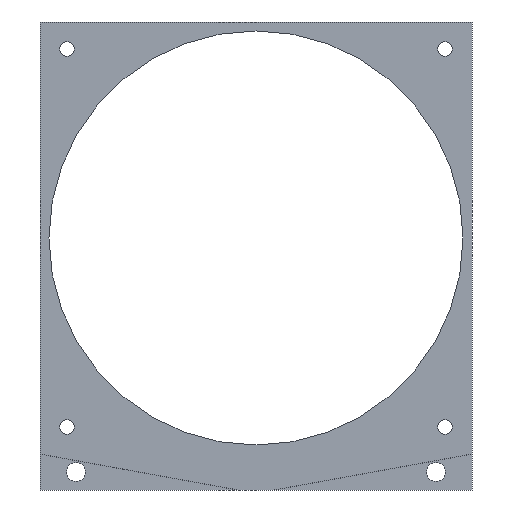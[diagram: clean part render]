
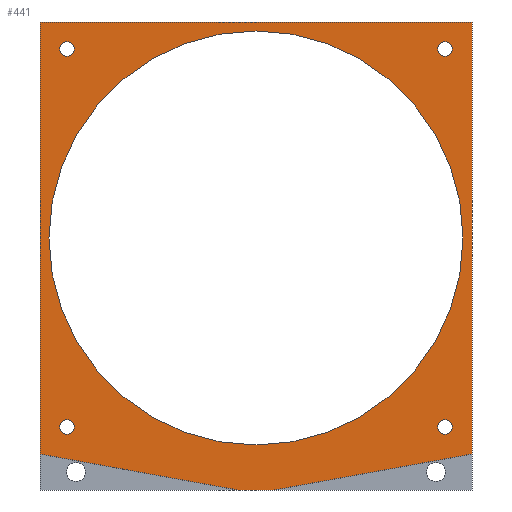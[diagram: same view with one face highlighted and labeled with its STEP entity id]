
A CAD part, front view. The second image highlights one B-rep face of the part: STEP entity #441.
In plain terms, the highlighted planar face has unit normal (0, -1, 0).
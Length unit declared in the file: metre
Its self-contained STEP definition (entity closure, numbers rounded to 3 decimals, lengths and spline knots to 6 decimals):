
#31=LINE('',#637,#71);
#51=LINE('',#695,#91);
#53=LINE('',#699,#93);
#55=LINE('',#703,#95);
#57=LINE('',#707,#97);
#58=LINE('',#709,#98);
#71=VECTOR('',#514,1.);
#91=VECTOR('',#570,1.);
#93=VECTOR('',#574,1.);
#95=VECTOR('',#578,1.);
#97=VECTOR('',#582,1.);
#98=VECTOR('',#585,1.);
#196=ORIENTED_EDGE('',*,*,#248,.T.);
#197=ORIENTED_EDGE('',*,*,#250,.T.);
#198=ORIENTED_EDGE('',*,*,#252,.F.);
#199=ORIENTED_EDGE('',*,*,#254,.F.);
#200=ORIENTED_EDGE('',*,*,#255,.F.);
#201=ORIENTED_EDGE('',*,*,#220,.F.);
#202=ORIENTED_EDGE('',*,*,#259,.F.);
#203=ORIENTED_EDGE('',*,*,#258,.F.);
#204=ORIENTED_EDGE('',*,*,#257,.F.);
#205=ORIENTED_EDGE('',*,*,#256,.F.);
#206=ORIENTED_EDGE('',*,*,#260,.F.);
#220=EDGE_CURVE('',#272,#273,#31,.T.);
#248=EDGE_CURVE('',#272,#292,#51,.T.);
#250=EDGE_CURVE('',#292,#293,#53,.T.);
#252=EDGE_CURVE('',#294,#293,#55,.T.);
#254=EDGE_CURVE('',#295,#294,#57,.T.);
#255=EDGE_CURVE('',#273,#295,#58,.T.);
#256=EDGE_CURVE('',#296,#296,#310,.T.);
#257=EDGE_CURVE('',#297,#297,#311,.T.);
#258=EDGE_CURVE('',#298,#298,#312,.T.);
#259=EDGE_CURVE('',#299,#299,#313,.T.);
#260=EDGE_CURVE('',#300,#300,#314,.T.);
#272=VERTEX_POINT('',#636);
#273=VERTEX_POINT('',#638);
#292=VERTEX_POINT('',#694);
#293=VERTEX_POINT('',#698);
#294=VERTEX_POINT('',#702);
#295=VERTEX_POINT('',#706);
#296=VERTEX_POINT('',#712);
#297=VERTEX_POINT('',#715);
#298=VERTEX_POINT('',#718);
#299=VERTEX_POINT('',#721);
#300=VERTEX_POINT('',#724);
#310=CIRCLE('',#482,0.002);
#311=CIRCLE('',#484,0.002);
#312=CIRCLE('',#486,0.002);
#313=CIRCLE('',#488,0.002);
#314=CIRCLE('',#490,0.0575);
#353=EDGE_LOOP('',(#196,#197,#198,#199,#200,#201));
#354=EDGE_LOOP('',(#202));
#355=EDGE_LOOP('',(#203));
#356=EDGE_LOOP('',(#204));
#357=EDGE_LOOP('',(#205));
#358=EDGE_LOOP('',(#206));
#397=FACE_BOUND('',#353,.T.);
#398=FACE_BOUND('',#354,.T.);
#399=FACE_BOUND('',#355,.T.);
#400=FACE_BOUND('',#356,.T.);
#401=FACE_BOUND('',#357,.T.);
#402=FACE_BOUND('',#358,.T.);
#418=PLANE('',#491);
#441=ADVANCED_FACE('',(#397,#398,#399,#400,#401,#402),#418,.T.);
#482=AXIS2_PLACEMENT_3D('',#711,#588,#589);
#484=AXIS2_PLACEMENT_3D('',#714,#592,#593);
#486=AXIS2_PLACEMENT_3D('',#717,#596,#597);
#488=AXIS2_PLACEMENT_3D('',#720,#600,#601);
#490=AXIS2_PLACEMENT_3D('',#723,#604,#605);
#491=AXIS2_PLACEMENT_3D('',#725,#606,#607);
#514=DIRECTION('',(-1.,0.,0.));
#570=DIRECTION('',(0.984,0.,0.179));
#574=DIRECTION('',(0.,0.,1.));
#578=DIRECTION('',(1.,0.,0.));
#582=DIRECTION('',(0.,0.,1.));
#585=DIRECTION('',(-0.984,0.,0.179));
#588=DIRECTION('',(0.,-1.,0.));
#589=DIRECTION('',(0.,0.,-1.));
#592=DIRECTION('',(0.,-1.,0.));
#593=DIRECTION('',(0.,0.,-1.));
#596=DIRECTION('',(0.,-1.,0.));
#597=DIRECTION('',(0.,0.,-1.));
#600=DIRECTION('',(0.,-1.,0.));
#601=DIRECTION('',(0.,0.,-1.));
#604=DIRECTION('',(0.,-1.,0.));
#605=DIRECTION('',(0.,0.,-1.));
#606=DIRECTION('',(0.,-1.,0.));
#607=DIRECTION('',(1.,0.,0.));
#636=CARTESIAN_POINT('',(0.005,-0.0538,-0.005));
#637=CARTESIAN_POINT('',(0.005,-0.0538,-0.005));
#638=CARTESIAN_POINT('',(-0.005,-0.0538,-0.005));
#694=CARTESIAN_POINT('',(0.06,-0.0538,0.005));
#695=CARTESIAN_POINT('',(0.0325,-0.0538,0.));
#698=CARTESIAN_POINT('',(0.06,-0.0538,0.125));
#699=CARTESIAN_POINT('',(0.06,-0.0538,0.065));
#702=CARTESIAN_POINT('',(-0.06,-0.0538,0.125));
#703=CARTESIAN_POINT('',(0.,-0.0538,0.125));
#706=CARTESIAN_POINT('',(-0.06,-0.0538,0.005));
#707=CARTESIAN_POINT('',(-0.06,-0.0538,0.065));
#709=CARTESIAN_POINT('',(-0.0325,-0.0538,0.));
#711=CARTESIAN_POINT('',(-0.0525,-0.0538,0.1175));
#712=CARTESIAN_POINT('',(-0.0525,-0.0538,0.1155));
#714=CARTESIAN_POINT('',(-0.0525,-0.0538,0.0125));
#715=CARTESIAN_POINT('',(-0.0525,-0.0538,0.0105));
#717=CARTESIAN_POINT('',(0.0525,-0.0538,0.0125));
#718=CARTESIAN_POINT('',(0.0525,-0.0538,0.0105));
#720=CARTESIAN_POINT('',(0.0525,-0.0538,0.1175));
#721=CARTESIAN_POINT('',(0.0525,-0.0538,0.1155));
#723=CARTESIAN_POINT('',(0.,-0.0538,0.065));
#724=CARTESIAN_POINT('',(0.,-0.0538,0.0075));
#725=CARTESIAN_POINT('',(0.,-0.0538,0.06));
